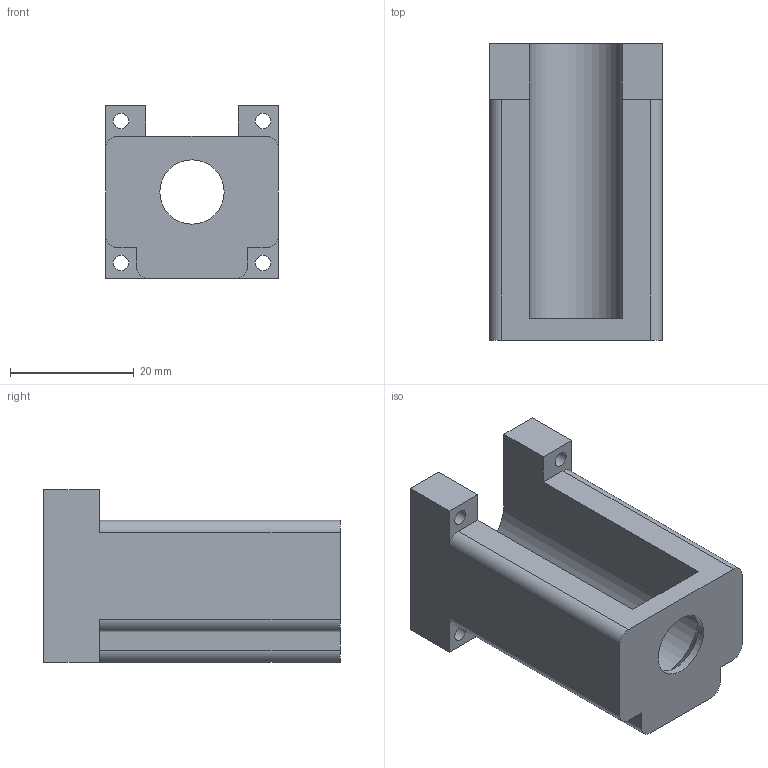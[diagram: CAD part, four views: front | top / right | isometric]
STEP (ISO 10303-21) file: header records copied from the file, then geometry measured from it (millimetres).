
FILE_DESCRIPTION(/* description */ (''),/* implementation_level */ '2;1');
FILE_NAME(/* name */ 'Lower_Unit.stp',/* time_stamp */ '2019-02-17T16:28:14+01:00',/* author */ ('janbe'),/* organization */ (''),/* preprocessor_version */ 'ST-DEVELOPER v17',/* originating_system */ 'Autodesk Inventor 2019',/* authorisation */ '');
FILE_SCHEMA (('AUTOMOTIVE_DESIGN { 1 0 10303 214 3 1 1 }'));
Length unit declared in the file: millimetre
Products named in the file (1): Lower_Unit
Bounding box: 28 x 48 x 28 mm (x, y, z)
Volume: 18838.1 mm3; surface area: 7626.6 mm2
Topology: 1 solids, 1 shells, 32 faces, 89 edges, 59 vertices
Faces by surface type: plane 19, cylinder 12, cone 1
Full cylindrical faces by diameter (mm): 2.5 x4, 10.4 x1
Entity records: 1089 total; most frequent: CARTESIAN_POINT 181, DIRECTION 180, ORIENTED_EDGE 178, EDGE_CURVE 89, LINE 64, VECTOR 64, VERTEX_POINT 59, AXIS2_PLACEMENT_3D 58
